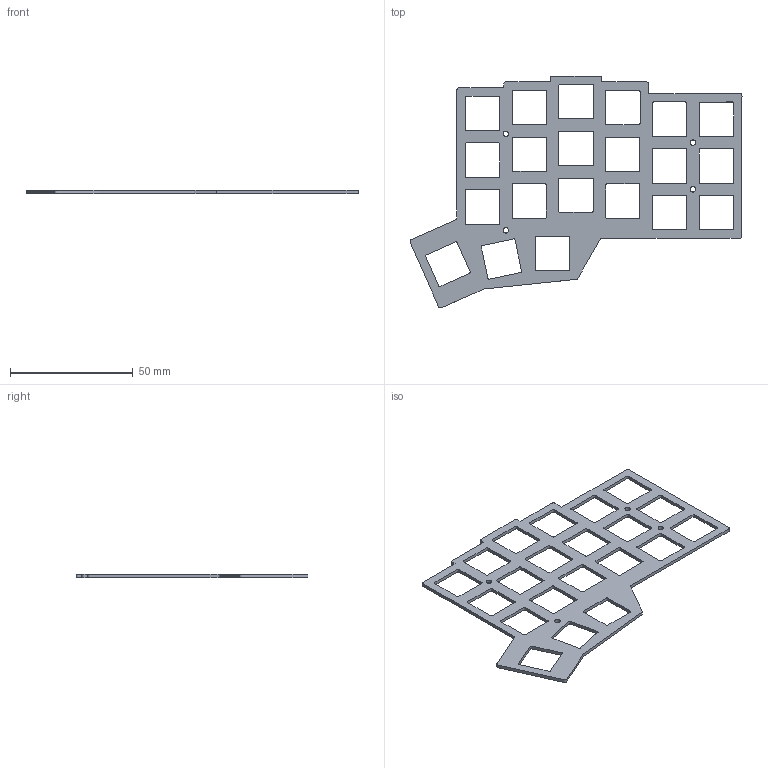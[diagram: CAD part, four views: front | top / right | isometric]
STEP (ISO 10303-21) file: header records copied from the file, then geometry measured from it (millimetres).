
FILE_DESCRIPTION(/* description */ (''),/* implementation_level */ '2;1');
FILE_NAME(/* name */ 'Corne V4 PME MX 6 Column Switch Plate Right',/* time_stamp */ '2024-10-01T14:31:13+13:00',/* author */ (''),/* organization */ (''),/* preprocessor_version */ 'ST-DEVELOPER v16.5',/* originating_system */ 'Rhino 7.37',/* authorisation */ '');
FILE_SCHEMA (('AUTOMOTIVE_DESIGN_CC2'));
Length unit declared in the file: millimetre
Products named in the file (1): Document
Bounding box: 135.15 x 94.41 x 1.35 mm (x, y, z)
Volume: 4171.1 mm3; surface area: 5976.3 mm2
Topology: 1 solids, 1 shells, 32 faces, 90 edges, 60 vertices
Faces by surface type: bspline 26, cylinder 4, plane 2
Full cylindrical faces by diameter (mm): 2.2 x4
Entity records: 7246 total; most frequent: CARTESIAN_POINT 6584, ORIENTED_EDGE 180, EDGE_CURVE 90, EDGE_LOOP 82, B_SPLINE_CURVE_WITH_KNOTS 63, VERTEX_POINT 60, FACE_BOUND 50, ADVANCED_FACE 32
